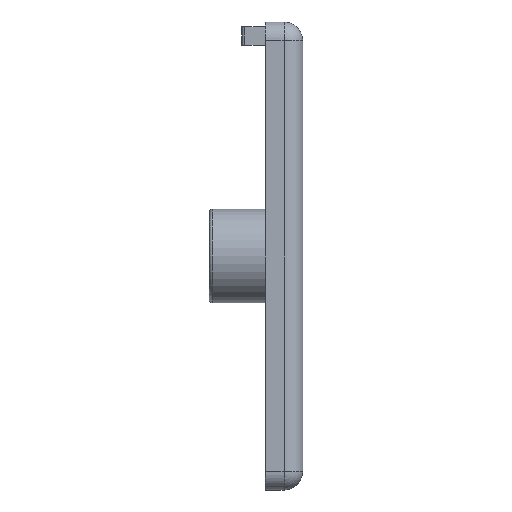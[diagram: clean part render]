
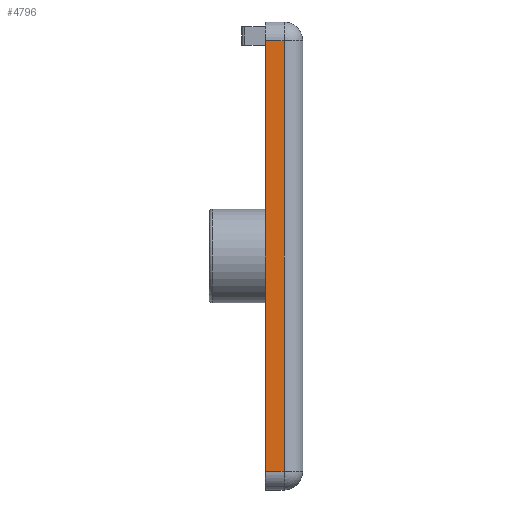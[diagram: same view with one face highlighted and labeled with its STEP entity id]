
A CAD part, left-side view. The second image highlights one B-rep face of the part: STEP entity #4796.
In plain terms, the highlighted planar face has unit normal (-1, 0, 0).
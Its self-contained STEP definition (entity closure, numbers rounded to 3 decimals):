
#317 = DIRECTION ( 'NONE',  ( 0., 0., -1. ) ) ;
#430 = VERTEX_POINT ( 'NONE', #2150 ) ;
#459 = EDGE_LOOP ( 'NONE', ( #840, #869, #3383, #2369 ) ) ;
#539 = AXIS2_PLACEMENT_3D ( 'NONE', #2966, #3506, #317 ) ;
#708 = FACE_OUTER_BOUND ( 'NONE', #459, .T. ) ;
#764 = VECTOR ( 'NONE', #5699, 1000. ) ;
#766 = EDGE_CURVE ( 'NONE', #1934, #430, #6406, .T. ) ;
#840 = ORIENTED_EDGE ( 'NONE', *, *, #5535, .T. ) ;
#869 = ORIENTED_EDGE ( 'NONE', *, *, #766, .T. ) ;
#1029 = VERTEX_POINT ( 'NONE', #1913 ) ;
#1503 = CARTESIAN_POINT ( 'NONE',  ( -25., 4., -23. ) ) ;
#1897 = DIRECTION ( 'NONE',  ( 0., -1., 0. ) ) ;
#1913 = CARTESIAN_POINT ( 'NONE',  ( -25., 4., -23. ) ) ;
#1934 = VERTEX_POINT ( 'NONE', #4619 ) ;
#2150 = CARTESIAN_POINT ( 'NONE',  ( -25., 2., 23. ) ) ;
#2285 = DIRECTION ( 'NONE',  ( 0., 0., 1. ) ) ;
#2369 = ORIENTED_EDGE ( 'NONE', *, *, #6261, .F. ) ;
#2371 = CARTESIAN_POINT ( 'NONE',  ( -25., 4., 23. ) ) ;
#2647 = CARTESIAN_POINT ( 'NONE',  ( -25., 2., -23. ) ) ;
#2966 = CARTESIAN_POINT ( 'NONE',  ( -25., 4., -23. ) ) ;
#2991 = CARTESIAN_POINT ( 'NONE',  ( -25., 4., 23. ) ) ;
#3003 = LINE ( 'NONE', #2991, #3361 ) ;
#3361 = VECTOR ( 'NONE', #1897, 1000. ) ;
#3383 = ORIENTED_EDGE ( 'NONE', *, *, #5372, .F. ) ;
#3506 = DIRECTION ( 'NONE',  ( 1., 0., 0. ) ) ;
#3621 = CARTESIAN_POINT ( 'NONE',  ( -25., 4., -23. ) ) ;
#3662 = DIRECTION ( 'NONE',  ( 0., -1., 0. ) ) ;
#4408 = VERTEX_POINT ( 'NONE', #2371 ) ;
#4592 = VECTOR ( 'NONE', #3662, 1000. ) ;
#4619 = CARTESIAN_POINT ( 'NONE',  ( -25., 2., -23. ) ) ;
#4765 = LINE ( 'NONE', #1503, #4592 ) ;
#4796 = ADVANCED_FACE ( 'NONE', ( #708 ), #6150, .F. ) ;
#4975 = VECTOR ( 'NONE', #2285, 1000. ) ;
#4996 = LINE ( 'NONE', #3621, #764 ) ;
#5372 = EDGE_CURVE ( 'NONE', #4408, #430, #3003, .T. ) ;
#5535 = EDGE_CURVE ( 'NONE', #1029, #1934, #4765, .T. ) ;
#5699 = DIRECTION ( 'NONE',  ( 0., 0., 1. ) ) ;
#6150 = PLANE ( 'NONE',  #539 ) ;
#6261 = EDGE_CURVE ( 'NONE', #1029, #4408, #4996, .T. ) ;
#6406 = LINE ( 'NONE', #2647, #4975 ) ;
